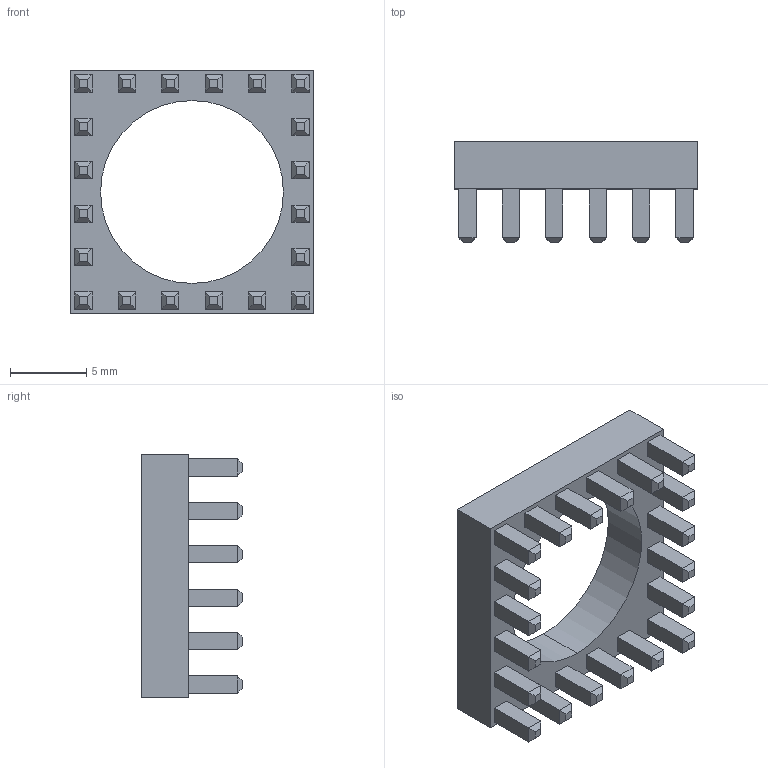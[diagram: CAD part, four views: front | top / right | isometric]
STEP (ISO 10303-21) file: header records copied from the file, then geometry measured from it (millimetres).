
FILE_DESCRIPTION (( 'STEP AP203' ), '1' );
FILE_NAME ('90571-A.STEP', '2014-04-02T12:40:54', ( 'Hajo' ), ( 'Microsoft' ), 'SwSTEP 2.0', 'SolidWorks 2011', '' );
FILE_SCHEMA (( 'CONFIG_CONTROL_DESIGN' ));
Length unit declared in the file: millimetre
Products named in the file (1): 90571-A
Bounding box: 16 x 6.6 x 16 mm (x, y, z)
Volume: 529 mm3; surface area: 898.6 mm2
Topology: 1 solids, 1 shells, 188 faces, 418 edges, 252 vertices
Faces by surface type: plane 186, cylinder 2
Entity records: 5067 total; most frequent: CARTESIAN_POINT 859, ORIENTED_EDGE 836, DIRECTION 800, EDGE_CURVE 418, VECTOR 414, LINE 414, VERTEX_POINT 252, EDGE_LOOP 210
